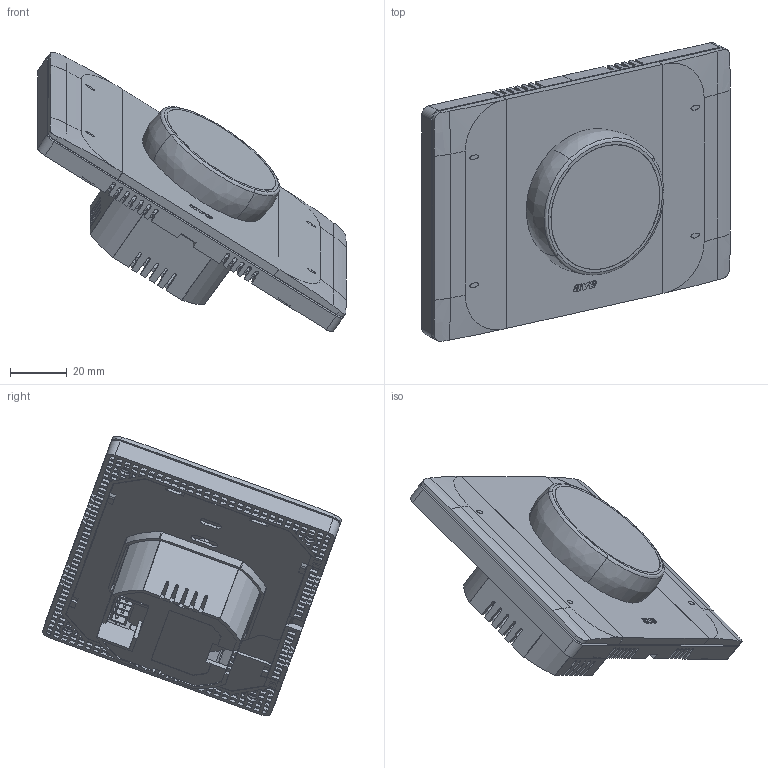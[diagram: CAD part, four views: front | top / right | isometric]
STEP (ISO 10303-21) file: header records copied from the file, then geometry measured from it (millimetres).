
FILE_DESCRIPTION(('CATIA V5 STEP Exchange'),'2;1');
FILE_NAME('441ABCRT.stp','2024-03-08T13:35:44+00:00',('none'),('none'),'CATIA Version 5-6 Release 2016 SP6','CATIA V5 STEP AP203','none');
FILE_SCHEMA(('CONFIG_CONTROL_DESIGN'));
Products named in the file (1): 441ABCRT
Assembly tree (12 placements, depth 2):
  441ABCRT
    #57
    #101
    #63746
    #72975
    #73120
    #75352
    #78635
    #84598
    #107309
    #112997
    #116997  x2
Bounding box: 108.83 x 105.52 x 98.73 mm (x, y, z)
Volume: 71708.4 mm3; surface area: 118166.4 mm2
Topology: 15 solids, 16 shells, 3622 faces, 10385 edges, 6923 vertices
Faces by surface type: plane 2331, bspline 1010, cylinder 255, extrusion 18, revolution 8
Entity records: 120948 total; most frequent: CARTESIAN_POINT 42684, ORIENTED_EDGE 19864, DIRECTION 10895, EDGE_CURVE 9934, VERTEX_POINT 6627, VECTOR 5857, LINE 5839, EDGE_LOOP 3812
